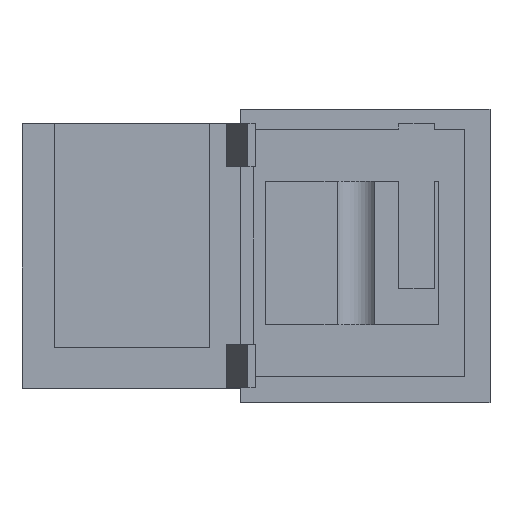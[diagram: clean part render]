
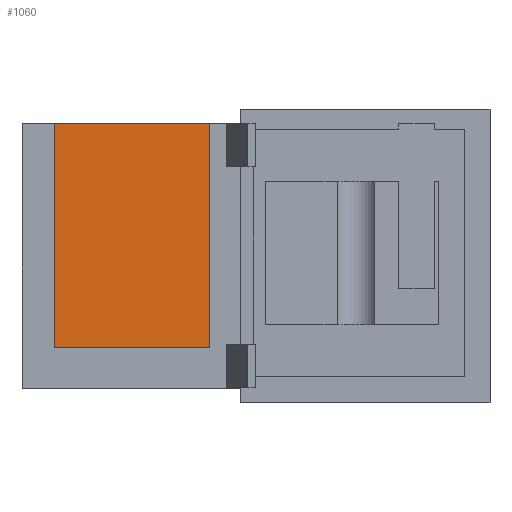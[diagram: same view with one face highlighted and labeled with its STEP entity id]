
A CAD part, top view. The second image highlights one B-rep face of the part: STEP entity #1060.
In plain terms, the highlighted planar face has unit normal (0, 0, 1).
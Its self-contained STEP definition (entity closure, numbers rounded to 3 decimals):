
#66=FACE_OUTER_BOUND('',#120,.T.);
#120=EDGE_LOOP('',(#927,#928,#929,#930));
#202=LINE('',#1559,#347);
#255=LINE('',#1664,#400);
#260=LINE('',#1674,#405);
#267=LINE('',#1687,#412);
#347=VECTOR('',#1257,10.);
#400=VECTOR('',#1352,10.);
#405=VECTOR('',#1361,10.);
#412=VECTOR('',#1376,10.);
#480=VERTEX_POINT('',#1556);
#481=VERTEX_POINT('',#1558);
#512=VERTEX_POINT('',#1663);
#515=VERTEX_POINT('',#1673);
#594=EDGE_CURVE('',#480,#481,#202,.T.);
#648=EDGE_CURVE('',#512,#480,#255,.T.);
#653=EDGE_CURVE('',#481,#515,#260,.T.);
#660=EDGE_CURVE('',#515,#512,#267,.T.);
#927=ORIENTED_EDGE('',*,*,#594,.F.);
#928=ORIENTED_EDGE('',*,*,#648,.F.);
#929=ORIENTED_EDGE('',*,*,#660,.F.);
#930=ORIENTED_EDGE('',*,*,#653,.F.);
#1007=PLANE('',#1131);
#1060=ADVANCED_FACE('',(#66),#1007,.F.);
#1131=AXIS2_PLACEMENT_3D('',#1688,#1377,#1378);
#1257=DIRECTION('',(1.,0.,0.));
#1352=DIRECTION('',(0.,1.,0.));
#1361=DIRECTION('',(0.,-1.,0.));
#1376=DIRECTION('',(-1.,0.,0.));
#1377=DIRECTION('center_axis',(0.,0.,-1.));
#1378=DIRECTION('ref_axis',(-1.,0.,0.));
#1556=CARTESIAN_POINT('',(-21.916,8.998,-40.));
#1558=CARTESIAN_POINT('',(-9.359,8.998,-40.));
#1559=CARTESIAN_POINT('',(-14.729,8.998,-40.));
#1663=CARTESIAN_POINT('',(-21.916,-6.626,-40.));
#1664=CARTESIAN_POINT('',(-21.916,-6.626,-40.));
#1673=CARTESIAN_POINT('',(-9.359,-6.626,-40.));
#1674=CARTESIAN_POINT('',(-9.359,8.998,-40.));
#1687=CARTESIAN_POINT('',(-9.359,-6.626,-40.));
#1688=CARTESIAN_POINT('Origin',(-15.592,1.186,-40.));
